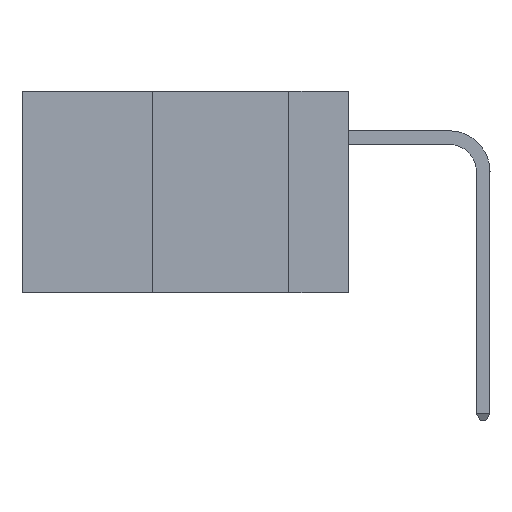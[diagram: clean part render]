
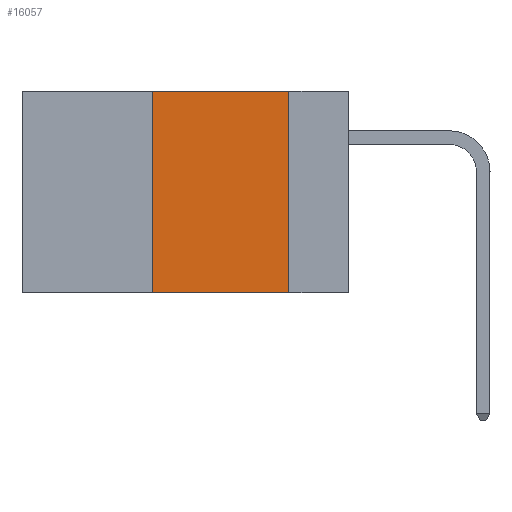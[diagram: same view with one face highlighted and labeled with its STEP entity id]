
A CAD part, left-side view. The second image highlights one B-rep face of the part: STEP entity #16057.
In plain terms, the highlighted planar face has unit normal (-1, 0, 0).
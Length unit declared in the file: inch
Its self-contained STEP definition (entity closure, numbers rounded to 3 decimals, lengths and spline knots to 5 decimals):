
#905 = CARTESIAN_POINT ( 'NONE',  ( 0., 0.6, 0. ) ) ;
#1589 = CARTESIAN_POINT ( 'NONE',  ( 0., 0.11, 0. ) ) ;
#1738 = VECTOR ( 'NONE', #19117, 39.37008 ) ;
#2588 = PLANE ( 'NONE',  #3480 ) ;
#2660 = DIRECTION ( 'NONE',  ( 0., 0., -1. ) ) ;
#2884 = ORIENTED_EDGE ( 'NONE', *, *, #16300, .F. ) ;
#3480 = AXIS2_PLACEMENT_3D ( 'NONE', #905, #12984, #2660 ) ;
#4363 = FACE_OUTER_BOUND ( 'NONE', #17389, .T. ) ;
#5114 = VERTEX_POINT ( 'NONE', #17916 ) ;
#5616 = CARTESIAN_POINT ( 'NONE',  ( 0., 0.36, 0. ) ) ;
#6848 = VERTEX_POINT ( 'NONE', #13811 ) ;
#7410 = CARTESIAN_POINT ( 'NONE',  ( 0., 0.6, -0.37 ) ) ;
#7701 = VERTEX_POINT ( 'NONE', #19641 ) ;
#8160 = VECTOR ( 'NONE', #11916, 39.37008 ) ;
#8890 = VECTOR ( 'NONE', #9113, 39.37008 ) ;
#9113 = DIRECTION ( 'NONE',  ( 0., -1., 0. ) ) ;
#9326 = LINE ( 'NONE', #14466, #21579 ) ;
#10617 = VERTEX_POINT ( 'NONE', #20669 ) ;
#10674 = EDGE_CURVE ( 'NONE', #6848, #7701, #12890, .T. ) ;
#11916 = DIRECTION ( 'NONE',  ( 0., 0., -1. ) ) ;
#12053 = ORIENTED_EDGE ( 'NONE', *, *, #19415, .F. ) ;
#12890 = LINE ( 'NONE', #7410, #8890 ) ;
#12984 = DIRECTION ( 'NONE',  ( 1., 0., 0. ) ) ;
#13219 = LINE ( 'NONE', #1589, #8160 ) ;
#13811 = CARTESIAN_POINT ( 'NONE',  ( 0., 0.36, -0.37 ) ) ;
#14099 = EDGE_CURVE ( 'NONE', #6848, #10617, #15378, .T. ) ;
#14466 = CARTESIAN_POINT ( 'NONE',  ( 0., 0.6, 0. ) ) ;
#15378 = LINE ( 'NONE', #5616, #1738 ) ;
#16057 = ADVANCED_FACE ( 'NONE', ( #4363 ), #2588, .F. ) ;
#16119 = DIRECTION ( 'NONE',  ( 0., -1., 0. ) ) ;
#16300 = EDGE_CURVE ( 'NONE', #5114, #7701, #13219, .T. ) ;
#16978 = ORIENTED_EDGE ( 'NONE', *, *, #14099, .F. ) ;
#17389 = EDGE_LOOP ( 'NONE', ( #2884, #12053, #16978, #21381 ) ) ;
#17916 = CARTESIAN_POINT ( 'NONE',  ( 0., 0.11, 0. ) ) ;
#19117 = DIRECTION ( 'NONE',  ( 0., 0., 1. ) ) ;
#19415 = EDGE_CURVE ( 'NONE', #10617, #5114, #9326, .T. ) ;
#19641 = CARTESIAN_POINT ( 'NONE',  ( 0., 0.11, -0.37 ) ) ;
#20669 = CARTESIAN_POINT ( 'NONE',  ( 0., 0.36, 0. ) ) ;
#21381 = ORIENTED_EDGE ( 'NONE', *, *, #10674, .T. ) ;
#21579 = VECTOR ( 'NONE', #16119, 39.37008 ) ;
